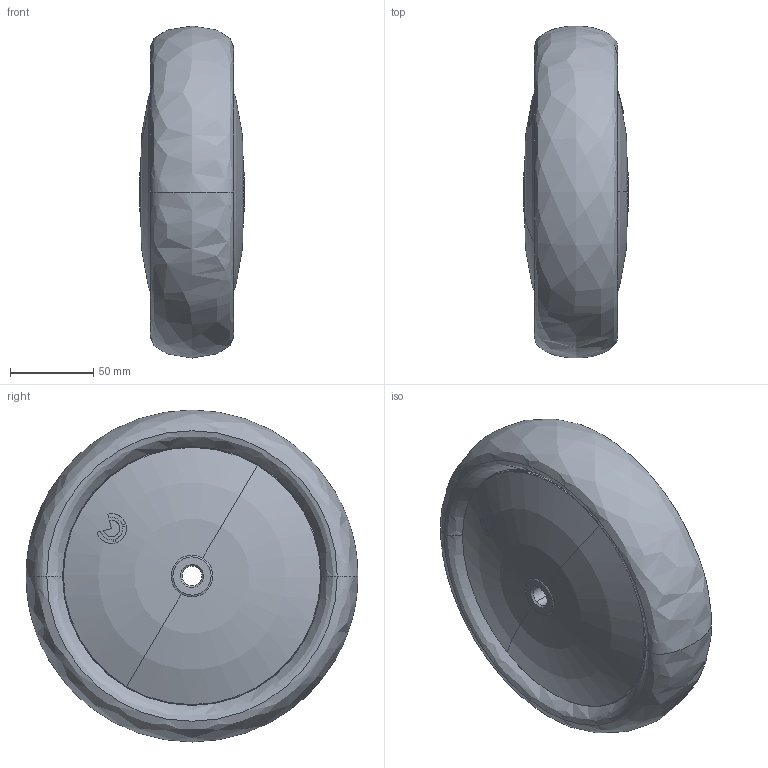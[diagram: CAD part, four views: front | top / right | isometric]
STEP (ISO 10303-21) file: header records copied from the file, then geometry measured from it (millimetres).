
FILE_DESCRIPTION (( 'STEP AP214' ), '1' );
FILE_NAME ('0026626.step', '2023-01-17T10:23:01', ( '' ), ( '' ), 'SwSTEP 2.0', 'SolidWorks 2020', '' );
FILE_SCHEMA (( 'AUTOMOTIVE_DESIGN' ));
Length unit declared in the file: millimetre
Products named in the file (1): 0026626
Bounding box: 63 x 199.99 x 200 mm (x, y, z)
Surface area: 139547.2 mm2 (no closed solid volume)
Topology: 0 solids, 13 shells, 78 faces, 186 edges, 120 vertices
Faces by surface type: torus 24, bspline 20, cone 16, plane 14, cylinder 4
Entity records: 3937 total; most frequent: CARTESIAN_POINT 1425, DIRECTION 320, ORIENTED_EDGE 310, EDGE_CURVE 186, AXIS2_PLACEMENT_3D 135, VERTEX_POINT 120, EDGE_LOOP 82, UNCERTAINTY_MEASURE_WITH_UNIT 80
